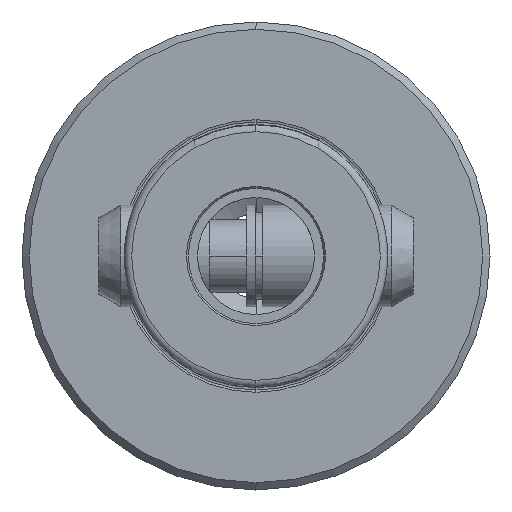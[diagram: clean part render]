
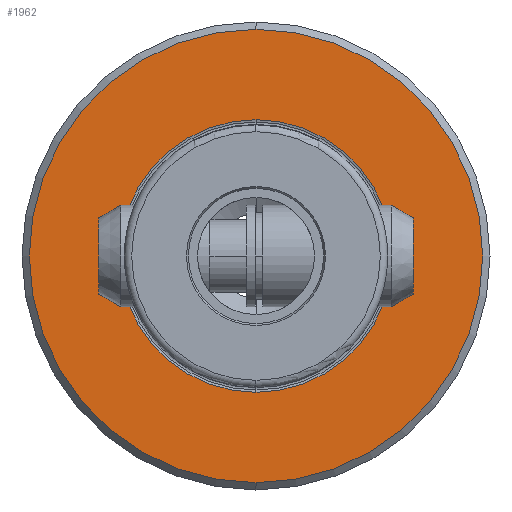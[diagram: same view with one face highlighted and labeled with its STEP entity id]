
A CAD part, left-side view. The second image highlights one B-rep face of the part: STEP entity #1962.
In plain terms, the highlighted planar face has unit normal (-1, 0, 0).
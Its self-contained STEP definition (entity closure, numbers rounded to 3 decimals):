
#17 = CARTESIAN_POINT ( 'NONE',  ( 40., 0., -31. ) ) ;
#146 = CIRCLE ( 'NONE', #201, 18.639 ) ;
#201 = AXIS2_PLACEMENT_3D ( 'NONE', #3846, #3847, #3848 ) ;
#228 = CIRCLE ( 'NONE', #305, 31. ) ;
#263 = AXIS2_PLACEMENT_3D ( 'NONE', #502, #503, #504 ) ;
#305 = AXIS2_PLACEMENT_3D ( 'NONE', #3849, #3850, #3851 ) ;
#364 = CIRCLE ( 'NONE', #263, 18.639 ) ;
#368 = CIRCLE ( 'NONE', #370, 31. ) ;
#370 = AXIS2_PLACEMENT_3D ( 'NONE', #498, #499, #500 ) ;
#448 = CARTESIAN_POINT ( 'NONE',  ( 40., 0., -18.639 ) ) ;
#498 = CARTESIAN_POINT ( 'NONE',  ( 40., 0., 0. ) ) ;
#499 = DIRECTION ( 'NONE',  ( -1., 0., 0. ) ) ;
#500 = DIRECTION ( 'NONE',  ( 0., 0., 1. ) ) ;
#502 = CARTESIAN_POINT ( 'NONE',  ( 40., 0., 0. ) ) ;
#503 = DIRECTION ( 'NONE',  ( -1., 0., 0. ) ) ;
#504 = DIRECTION ( 'NONE',  ( 0., 0., 1. ) ) ;
#1015 = AXIS2_PLACEMENT_3D ( 'NONE', #3043, #3050, #3051 ) ;
#1413 = ORIENTED_EDGE ( 'NONE', *, *, #2019, .F. ) ;
#1415 = ORIENTED_EDGE ( 'NONE', *, *, #2106, .T. ) ;
#1466 = ORIENTED_EDGE ( 'NONE', *, *, #2017, .T. ) ;
#1483 = ORIENTED_EDGE ( 'NONE', *, *, #2105, .F. ) ;
#1599 = VERTEX_POINT ( 'NONE', #17 ) ;
#1632 = VERTEX_POINT ( 'NONE', #448 ) ;
#1634 = VERTEX_POINT ( 'NONE', #2878 ) ;
#1637 = VERTEX_POINT ( 'NONE', #2880 ) ;
#1809 = EDGE_LOOP ( 'NONE', ( #1415, #1466 ) ) ;
#1962 = ADVANCED_FACE ( 'NONE', ( #3046, #3047 ), #3048, .F. ) ;
#2017 = EDGE_CURVE ( 'NONE', #1637, #1599, #368, .T. ) ;
#2019 = EDGE_CURVE ( 'NONE', #1632, #1634, #364, .T. ) ;
#2105 = EDGE_CURVE ( 'NONE', #1634, #1632, #146, .T. ) ;
#2106 = EDGE_CURVE ( 'NONE', #1599, #1637, #228, .T. ) ;
#2869 = EDGE_LOOP ( 'NONE', ( #1483, #1413 ) ) ;
#2878 = CARTESIAN_POINT ( 'NONE',  ( 40., 0., 18.639 ) ) ;
#2880 = CARTESIAN_POINT ( 'NONE',  ( 40., 0., 31. ) ) ;
#3043 = CARTESIAN_POINT ( 'NONE',  ( 40., 18.639, 0. ) ) ;
#3046 = FACE_BOUND ( 'NONE', #2869, .T. ) ;
#3047 = FACE_OUTER_BOUND ( 'NONE', #1809, .T. ) ;
#3048 = PLANE ( 'NONE',  #1015 ) ;
#3050 = DIRECTION ( 'NONE',  ( 1., 0., 0. ) ) ;
#3051 = DIRECTION ( 'NONE',  ( 0., 0., -1. ) ) ;
#3846 = CARTESIAN_POINT ( 'NONE',  ( 40., 0., 0. ) ) ;
#3847 = DIRECTION ( 'NONE',  ( -1., 0., 0. ) ) ;
#3848 = DIRECTION ( 'NONE',  ( 0., 0., 1. ) ) ;
#3849 = CARTESIAN_POINT ( 'NONE',  ( 40., 0., 0. ) ) ;
#3850 = DIRECTION ( 'NONE',  ( -1., 0., 0. ) ) ;
#3851 = DIRECTION ( 'NONE',  ( 0., 0., 1. ) ) ;
